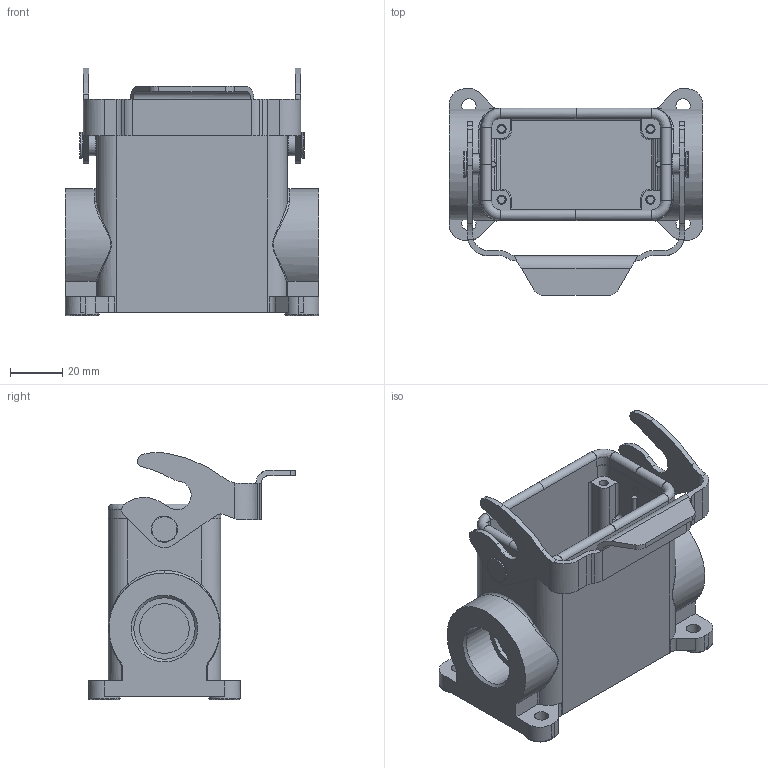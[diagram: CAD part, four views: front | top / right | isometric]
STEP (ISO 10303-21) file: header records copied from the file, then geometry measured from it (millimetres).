
FILE_DESCRIPTION(/* description */ (''),/* implementation_level */ '2;1');
FILE_NAME(/* name */ 'c146 10n010 803 2nxm001-03.stp',/* time_stamp */ '2018-03-07T07:56:23+01:00',/* author */ (''),/* organization */ (''),/* preprocessor_version */ 'ST-DEVELOPER v16',/* originating_system */ 'SIEMENS PLM Software NX 11.0',/* authorisation */ '');
FILE_SCHEMA (('AP203_CONFIGURATION_CONTROLLED_3D_DESIGN_OF_MECHANICAL_PARTS_AND_ASSEMBLIES_MIM_LF { 1 0 10303 403 2 1 2}'));
Length unit declared in the file: millimetre
Products named in the file (1): c146 10n010 803 2nxm001-03
Bounding box: 97 x 79.1 x 94.58 mm (x, y, z)
Volume: 123884.2 mm3; surface area: 52544.3 mm2
Topology: 1 solids, 8 shells, 392 faces, 1000 edges, 639 vertices
Faces by surface type: cylinder 168, plane 161, bspline 44, cone 15, revolution 4
Full cylindrical faces by diameter (mm): 2.78 x4, 2.9 x2, 3.5 x4, 5.5 x4, 8 x4, 10 x2, 19 x2, 23.5 x2, 23.539 x1, 36 x1
Entity records: 16237 total; most frequent: CARTESIAN_POINT 4239, DIRECTION 1918, ORIENTED_EDGE 1864, EDGE_CURVE 932, AXIS2_PLACEMENT_3D 713, VERTEX_POINT 624, LINE 488, VECTOR 488
